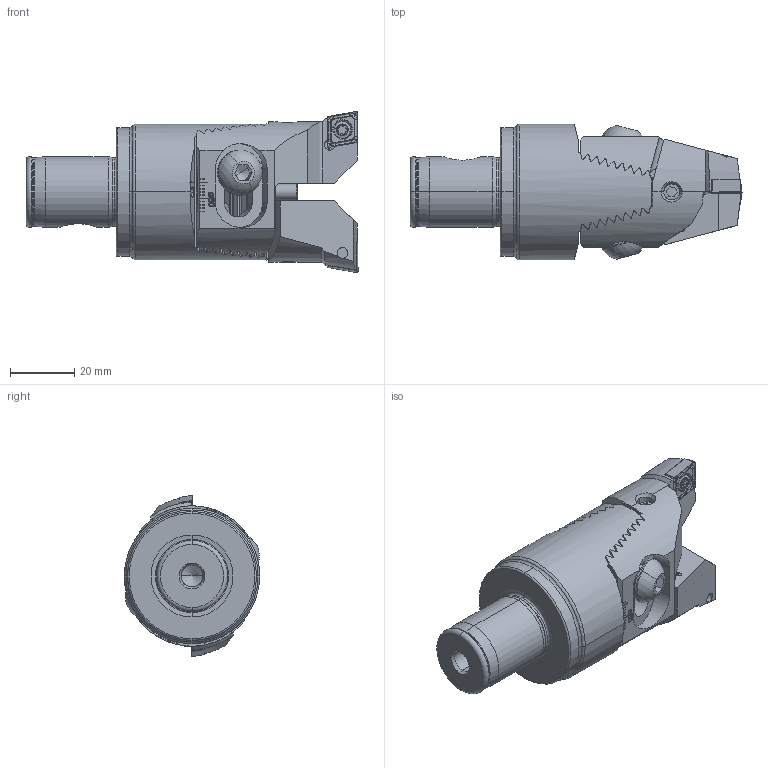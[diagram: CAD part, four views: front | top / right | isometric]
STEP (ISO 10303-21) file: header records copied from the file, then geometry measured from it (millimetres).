
FILE_DESCRIPTION (( 'STEP AP214' ), '1' );
FILE_NAME ('D04.040.051.075.STEP', '2015-10-05T07:30:20', ( 'SWIAdmin' ), ( 'Hewlett-Packard Company' ), 'SwSTEP 2.0', 'SolidWorks 2015', '' );
FILE_SCHEMA (( 'AUTOMOTIVE_DESIGN' ));
Length unit declared in the file: millimetre
Products named in the file (11): Z42-WCB.001.028; Z42-ER3.001.016; CCMT09T304; WCB-ER2.001.009_A; Z42-xxx.001.028_D; Z42-ER2.001.019_A; Z42-ER1.001.020; Z42-ER1.003.020_A_gespannt; Z42-ER1.002.020_A; WH4-Z42.K23.075_A; D04.040.051.075
Assembly tree (15 placements, depth 3):
  D04.040.051.075
    WH4-Z42.K23.075_A
    Z42-ER1.001.020  x2
      Z42-ER1.002.020_A
      Z42-ER1.003.020_A_gespannt
    Z42-ER2.001.019_A
    Z42-WCB.001.028
      Z42-xxx.001.028_D  x2
      WCB-ER2.001.009_A  x2
      CCMT09T304  x2
      Z42-ER3.001.016  x2
Bounding box: 103 x 42 x 50 mm (x, y, z)
Volume: 84928.5 mm3; surface area: 29435.3 mm2
Topology: 14 solids, 14 shells, 969 faces, 2572 edges, 1607 vertices
Faces by surface type: plane 487, cylinder 216, cone 126, bspline 88, torus 40, sphere 12
Entity records: 23751 total; most frequent: CARTESIAN_POINT 7857, ORIENTED_EDGE 3252, DIRECTION 2564, EDGE_CURVE 1626, VERTEX_POINT 1031, AXIS2_PLACEMENT_3D 908, VECTOR 748, LINE 748
